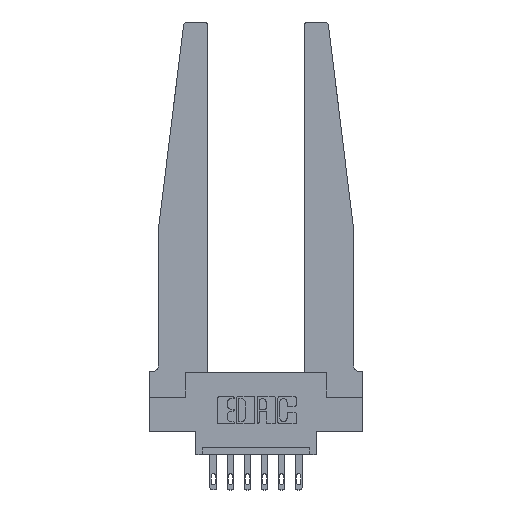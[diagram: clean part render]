
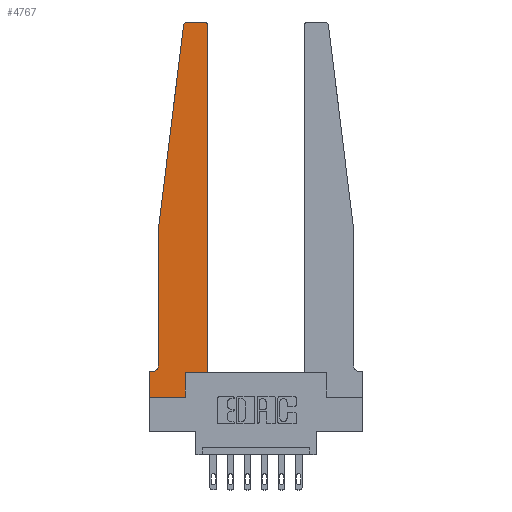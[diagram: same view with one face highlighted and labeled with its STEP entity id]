
A CAD part, top view. The second image highlights one B-rep face of the part: STEP entity #4767.
In plain terms, the highlighted planar face has unit normal (0, 0, 1).
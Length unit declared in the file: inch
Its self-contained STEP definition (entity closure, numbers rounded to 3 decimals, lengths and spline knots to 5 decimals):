
#61 = AXIS2_PLACEMENT_3D ( 'NONE', #6483, #9748, #8728 ) ;
#152 = CARTESIAN_POINT ( 'NONE',  ( 0.2605, 0., 0.37 ) ) ;
#359 = DIRECTION ( 'NONE',  ( 1., 0., 0. ) ) ;
#361 = VERTEX_POINT ( 'NONE', #9170 ) ;
#726 = CARTESIAN_POINT ( 'NONE',  ( 0.065, 1.25, 0.37 ) ) ;
#729 = EDGE_CURVE ( 'NONE', #8327, #1550, #10322, .T. ) ;
#956 = VERTEX_POINT ( 'NONE', #10257 ) ;
#1169 = VECTOR ( 'NONE', #8665, 39.37008 ) ;
#1226 = CARTESIAN_POINT ( 'NONE',  ( 0.27653, 2.72, 0.37 ) ) ;
#1263 = CARTESIAN_POINT ( 'NONE',  ( 0.2605, 0.18, 0.37 ) ) ;
#1364 = EDGE_CURVE ( 'NONE', #956, #10435, #8801, .T. ) ;
#1367 = CARTESIAN_POINT ( 'NONE',  ( 0.425, 0.18, 0.37 ) ) ;
#1398 = CARTESIAN_POINT ( 'NONE',  ( 0., 0., 0.37 ) ) ;
#1489 = VERTEX_POINT ( 'NONE', #726 ) ;
#1550 = VERTEX_POINT ( 'NONE', #3865 ) ;
#1683 = DIRECTION ( 'NONE',  ( 0., 0., 1. ) ) ;
#1782 = ORIENTED_EDGE ( 'NONE', *, *, #2970, .T. ) ;
#1860 = DIRECTION ( 'NONE',  ( -1., 0., 0. ) ) ;
#1873 = VECTOR ( 'NONE', #1970, 39.37008 ) ;
#1970 = DIRECTION ( 'NONE',  ( 0., 1., 0. ) ) ;
#1973 = EDGE_LOOP ( 'NONE', ( #9989, #8115, #9072, #13243, #5105, #5146, #11185, #12220, #1782, #3132, #6174, #8993 ) ) ;
#2013 = AXIS2_PLACEMENT_3D ( 'NONE', #3557, #6500, #2508 ) ;
#2075 = LINE ( 'NONE', #6611, #1169 ) ;
#2309 = FACE_OUTER_BOUND ( 'NONE', #1973, .T. ) ;
#2317 = CARTESIAN_POINT ( 'NONE',  ( 0.395, 2.72, 0.37 ) ) ;
#2508 = DIRECTION ( 'NONE',  ( 1., 0., 0. ) ) ;
#2759 = AXIS2_PLACEMENT_3D ( 'NONE', #1226, #6728, #6527 ) ;
#2831 = CARTESIAN_POINT ( 'NONE',  ( 0.25, 2.75, 0.37 ) ) ;
#2970 = EDGE_CURVE ( 'NONE', #4257, #6023, #11539, .T. ) ;
#3132 = ORIENTED_EDGE ( 'NONE', *, *, #12252, .T. ) ;
#3557 = CARTESIAN_POINT ( 'NONE',  ( 0., 0.1875, 0.37 ) ) ;
#3602 = DIRECTION ( 'NONE',  ( 0., 1., 0. ) ) ;
#3865 = CARTESIAN_POINT ( 'NONE',  ( 0.395, 2.75, 0.37 ) ) ;
#4039 = DIRECTION ( 'NONE',  ( 1., 0., 0. ) ) ;
#4199 = EDGE_CURVE ( 'NONE', #7771, #11347, #7513, .T. ) ;
#4257 = VERTEX_POINT ( 'NONE', #152 ) ;
#4432 = CARTESIAN_POINT ( 'NONE',  ( 0.425, 2.72, 0.37 ) ) ;
#4767 = ADVANCED_FACE ( 'NONE', ( #2309 ), #7758, .T. ) ;
#5020 = CARTESIAN_POINT ( 'NONE',  ( 0.425, 0.18, 0.37 ) ) ;
#5105 = ORIENTED_EDGE ( 'NONE', *, *, #6754, .T. ) ;
#5144 = CARTESIAN_POINT ( 'NONE',  ( 0., 0.1875, 0.37 ) ) ;
#5146 = ORIENTED_EDGE ( 'NONE', *, *, #4199, .T. ) ;
#5515 = VECTOR ( 'NONE', #12059, 39.37008 ) ;
#5646 = DIRECTION ( 'NONE',  ( 1., 0., 0. ) ) ;
#6023 = VERTEX_POINT ( 'NONE', #1263 ) ;
#6093 = EDGE_CURVE ( 'NONE', #361, #4257, #10954, .T. ) ;
#6174 = ORIENTED_EDGE ( 'NONE', *, *, #10550, .T. ) ;
#6296 = CARTESIAN_POINT ( 'NONE',  ( 0.2605, 0.18, 0.37 ) ) ;
#6412 = EDGE_CURVE ( 'NONE', #10435, #1489, #11950, .T. ) ;
#6483 = CARTESIAN_POINT ( 'NONE',  ( 0.015, 0.2375, 0.37 ) ) ;
#6495 = CARTESIAN_POINT ( 'NONE',  ( 0.065, 1.25, 0.37 ) ) ;
#6500 = DIRECTION ( 'NONE',  ( 0., 0., 1. ) ) ;
#6527 = DIRECTION ( 'NONE',  ( 1., 0., 0. ) ) ;
#6611 = CARTESIAN_POINT ( 'NONE',  ( 0.065, 1.25, 0.37 ) ) ;
#6728 = DIRECTION ( 'NONE',  ( 0., 0., 1. ) ) ;
#6754 = EDGE_CURVE ( 'NONE', #10921, #7771, #13455, .T. ) ;
#6999 = EDGE_CURVE ( 'NONE', #1550, #956, #10224, .T. ) ;
#7198 = CARTESIAN_POINT ( 'NONE',  ( 0.015, 0.1875, 0.37 ) ) ;
#7440 = CARTESIAN_POINT ( 'NONE',  ( 0.065, 0.1875, 0.37 ) ) ;
#7513 = LINE ( 'NONE', #7440, #10105 ) ;
#7758 = PLANE ( 'NONE',  #2013 ) ;
#7771 = VERTEX_POINT ( 'NONE', #7198 ) ;
#8115 = ORIENTED_EDGE ( 'NONE', *, *, #1364, .T. ) ;
#8252 = VECTOR ( 'NONE', #4039, 39.37008 ) ;
#8298 = VECTOR ( 'NONE', #5646, 39.37008 ) ;
#8327 = VERTEX_POINT ( 'NONE', #4432 ) ;
#8665 = DIRECTION ( 'NONE',  ( 0., -1., 0. ) ) ;
#8728 = DIRECTION ( 'NONE',  ( -1., 0., 0. ) ) ;
#8801 = CIRCLE ( 'NONE', #2759, 0.03 ) ;
#8993 = ORIENTED_EDGE ( 'NONE', *, *, #729, .T. ) ;
#9072 = ORIENTED_EDGE ( 'NONE', *, *, #6412, .T. ) ;
#9170 = CARTESIAN_POINT ( 'NONE',  ( 0., 0., 0.37 ) ) ;
#9231 = CARTESIAN_POINT ( 'NONE',  ( 0.065, 0.2375, 0.37 ) ) ;
#9557 = DIRECTION ( 'NONE',  ( -0.122, -0.992, 0. ) ) ;
#9748 = DIRECTION ( 'NONE',  ( 0., 0., -1. ) ) ;
#9989 = ORIENTED_EDGE ( 'NONE', *, *, #6999, .T. ) ;
#10075 = VECTOR ( 'NONE', #1860, 39.37008 ) ;
#10105 = VECTOR ( 'NONE', #10483, 39.37008 ) ;
#10224 = LINE ( 'NONE', #2831, #10075 ) ;
#10257 = CARTESIAN_POINT ( 'NONE',  ( 0.27653, 2.75, 0.37 ) ) ;
#10322 = CIRCLE ( 'NONE', #11906, 0.03 ) ;
#10350 = EDGE_CURVE ( 'NONE', #1489, #10921, #2075, .T. ) ;
#10435 = VERTEX_POINT ( 'NONE', #12481 ) ;
#10483 = DIRECTION ( 'NONE',  ( -1., 0., 0. ) ) ;
#10531 = VECTOR ( 'NONE', #3602, 39.37008 ) ;
#10550 = EDGE_CURVE ( 'NONE', #12191, #8327, #10926, .T. ) ;
#10921 = VERTEX_POINT ( 'NONE', #9231 ) ;
#10926 = LINE ( 'NONE', #1367, #10531 ) ;
#10954 = LINE ( 'NONE', #1398, #8298 ) ;
#11060 = LINE ( 'NONE', #12145, #5515 ) ;
#11159 = CARTESIAN_POINT ( 'NONE',  ( 0.425, 0.18, 0.37 ) ) ;
#11185 = ORIENTED_EDGE ( 'NONE', *, *, #12938, .T. ) ;
#11347 = VERTEX_POINT ( 'NONE', #5144 ) ;
#11539 = LINE ( 'NONE', #6296, #1873 ) ;
#11906 = AXIS2_PLACEMENT_3D ( 'NONE', #2317, #1683, #359 ) ;
#11950 = LINE ( 'NONE', #6495, #12348 ) ;
#12059 = DIRECTION ( 'NONE',  ( 0., -1., 0. ) ) ;
#12145 = CARTESIAN_POINT ( 'NONE',  ( 0., 0., 0.37 ) ) ;
#12191 = VERTEX_POINT ( 'NONE', #11159 ) ;
#12220 = ORIENTED_EDGE ( 'NONE', *, *, #6093, .T. ) ;
#12252 = EDGE_CURVE ( 'NONE', #6023, #12191, #13766, .T. ) ;
#12348 = VECTOR ( 'NONE', #9557, 39.37008 ) ;
#12481 = CARTESIAN_POINT ( 'NONE',  ( 0.24675, 2.72367, 0.37 ) ) ;
#12938 = EDGE_CURVE ( 'NONE', #11347, #361, #11060, .T. ) ;
#13243 = ORIENTED_EDGE ( 'NONE', *, *, #10350, .T. ) ;
#13455 = CIRCLE ( 'NONE', #61, 0.05 ) ;
#13766 = LINE ( 'NONE', #5020, #8252 ) ;
